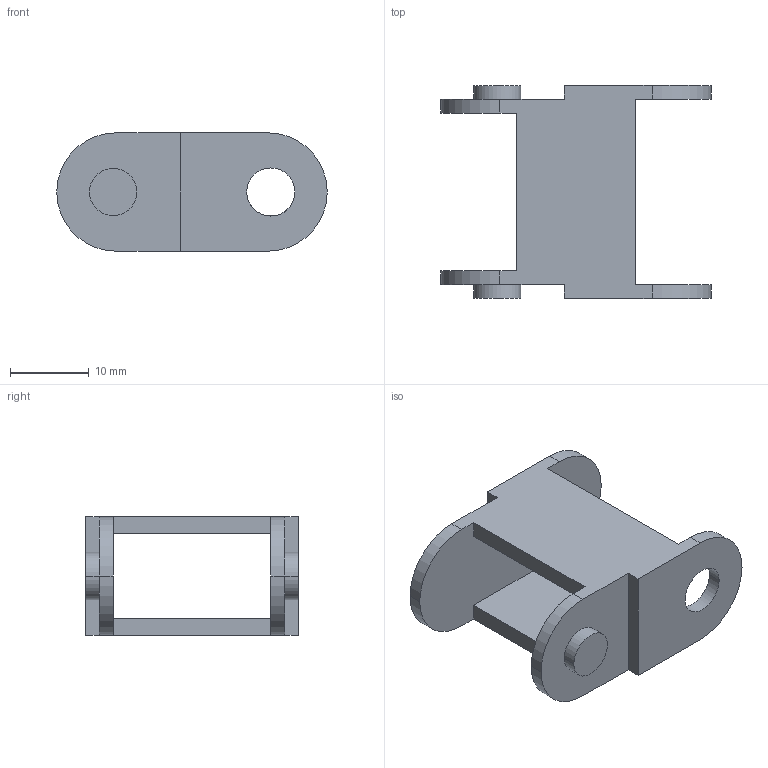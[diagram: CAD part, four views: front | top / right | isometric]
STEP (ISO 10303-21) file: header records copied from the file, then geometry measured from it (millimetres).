
FILE_DESCRIPTION(('STEP AP214'),'1');
FILE_NAME('0_64m_06_20_028_0___060_20_12_A1_2.stp','2018-02-06T19:37:07',('igus GmbH'),(''),'Spatial InterOp 3D',' ',' ');
FILE_SCHEMA(('AUTOMOTIVE_DESIGN'));
Length unit declared in the file: millimetre
Products named in the file (1): 2018_02_06__20-37-07-711
Bounding box: 34.3 x 27 x 15 mm (x, y, z)
Volume: 3197.3 mm3; surface area: 3635.5 mm2
Topology: 1 solids, 1 shells, 44 faces, 124 edges, 82 vertices
Faces by surface type: plane 24, cylinder 20
Entity records: 1826 total; most frequent: DIRECTION 260, CARTESIAN_POINT 251, ORIENTED_EDGE 248, EDGE_CURVE 124, AXIS2_PLACEMENT_3D 91, VERTEX_POINT 82, LINE 78, VECTOR 78
